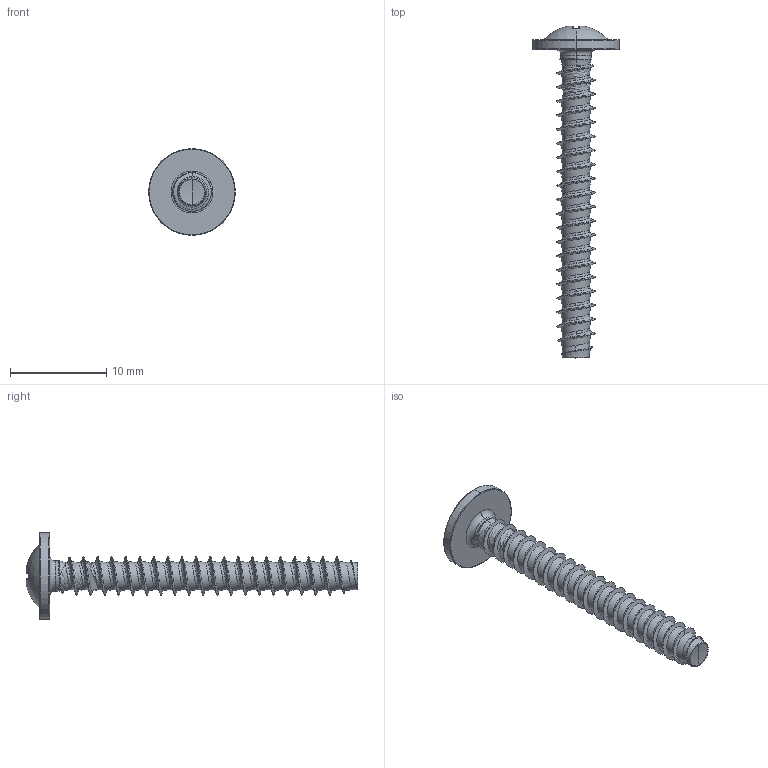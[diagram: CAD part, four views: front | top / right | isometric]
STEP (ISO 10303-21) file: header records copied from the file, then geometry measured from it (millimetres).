
FILE_DESCRIPTION (( 'STEP AP203' ), '1' );
FILE_NAME ('STP310400320.STEP', '2020-09-03T18:38:36', ( '' ), ( '' ), 'SwSTEP 2.0', 'SolidWorks 2015', '' );
FILE_SCHEMA (( 'CONFIG_CONTROL_DESIGN' ));
Products named in the file (2): STP310400320
Bounding box: 9 x 34.44 x 9 mm (x, y, z)
Volume: 321.1 mm3; surface area: 642.7 mm2
Topology: 1 solids, 1 shells, 209 faces, 494 edges, 288 vertices
Faces by surface type: cylinder 68, bspline 51, torus 30, sphere 28, plane 23, cone 9
Entity records: 37221 total; most frequent: CARTESIAN_POINT 32784, ORIENTED_EDGE 984, DIRECTION 811, EDGE_CURVE 492, AXIS2_PLACEMENT_3D 355, VERTEX_POINT 288, EDGE_LOOP 212, FACE_OUTER_BOUND 209
